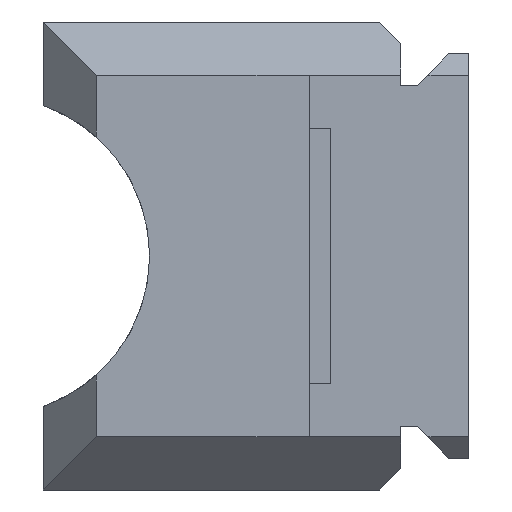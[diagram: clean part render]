
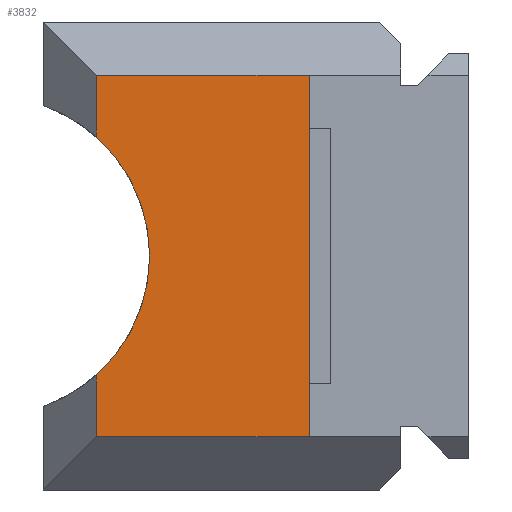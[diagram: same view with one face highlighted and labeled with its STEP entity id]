
A CAD part, left-side view. The second image highlights one B-rep face of the part: STEP entity #3832.
In plain terms, the highlighted planar face has unit normal (-1, 0, 0).
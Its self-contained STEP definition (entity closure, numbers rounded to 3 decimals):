
#15 = CARTESIAN_POINT ( 'NONE',  ( -152.903, 54.455, 33.18 ) ) ;
#64 = CARTESIAN_POINT ( 'NONE',  ( -152.903, 34.455, 0. ) ) ;
#86 = CARTESIAN_POINT ( 'NONE',  ( -152.903, 59.455, 44. ) ) ;
#120 = LINE ( 'NONE', #1626, #431 ) ;
#130 = ORIENTED_EDGE ( 'NONE', *, *, #2496, .F. ) ;
#139 = FACE_OUTER_BOUND ( 'NONE', #3705, .T. ) ;
#165 = CARTESIAN_POINT ( 'NONE',  ( -152.903, 54.455, 0. ) ) ;
#431 = VECTOR ( 'NONE', #1285, 1000. ) ;
#472 = EDGE_CURVE ( 'NONE', #4737, #2819, #120, .T. ) ;
#473 = ORIENTED_EDGE ( 'NONE', *, *, #3496, .T. ) ;
#503 = LINE ( 'NONE', #64, #2167 ) ;
#515 = CARTESIAN_POINT ( 'NONE',  ( -152.903, 64.455, 22. ) ) ;
#671 = VERTEX_POINT ( 'NONE', #2030 ) ;
#767 = VECTOR ( 'NONE', #2056, 1000. ) ;
#998 = ORIENTED_EDGE ( 'NONE', *, *, #472, .F. ) ;
#1205 = DIRECTION ( 'NONE',  ( 1., 0., 0. ) ) ;
#1285 = DIRECTION ( 'NONE',  ( 0., 0., 1. ) ) ;
#1344 = EDGE_CURVE ( 'NONE', #1776, #3468, #3318, .T. ) ;
#1403 = LINE ( 'NONE', #3256, #1646 ) ;
#1437 = CARTESIAN_POINT ( 'NONE',  ( -152.903, 19.455, 5. ) ) ;
#1468 = AXIS2_PLACEMENT_3D ( 'NONE', #86, #1205, #1595 ) ;
#1595 = DIRECTION ( 'NONE',  ( 0., 0., -1. ) ) ;
#1626 = CARTESIAN_POINT ( 'NONE',  ( -152.903, 54.455, 0. ) ) ;
#1646 = VECTOR ( 'NONE', #2890, 1000. ) ;
#1710 = VERTEX_POINT ( 'NONE', #2798 ) ;
#1744 = CARTESIAN_POINT ( 'NONE',  ( -152.903, 54.455, 39. ) ) ;
#1776 = VERTEX_POINT ( 'NONE', #2577 ) ;
#1996 = DIRECTION ( 'NONE',  ( 0., 1., 0. ) ) ;
#2020 = DIRECTION ( 'NONE',  ( 1., 0., 0. ) ) ;
#2030 = CARTESIAN_POINT ( 'NONE',  ( -152.903, 54.455, 10.82 ) ) ;
#2056 = DIRECTION ( 'NONE',  ( 0., 0., 1. ) ) ;
#2167 = VECTOR ( 'NONE', #4602, 1000. ) ;
#2325 = CIRCLE ( 'NONE', #4287, 15. ) ;
#2446 = ORIENTED_EDGE ( 'NONE', *, *, #1344, .F. ) ;
#2496 = EDGE_CURVE ( 'NONE', #3468, #671, #2738, .T. ) ;
#2556 = DIRECTION ( 'NONE',  ( 0., 1., 0. ) ) ;
#2577 = CARTESIAN_POINT ( 'NONE',  ( -152.903, 34.455, 5. ) ) ;
#2738 = LINE ( 'NONE', #165, #767 ) ;
#2798 = CARTESIAN_POINT ( 'NONE',  ( -152.903, 34.455, 39. ) ) ;
#2819 = VERTEX_POINT ( 'NONE', #1744 ) ;
#2890 = DIRECTION ( 'NONE',  ( 0., 1., 0. ) ) ;
#3256 = CARTESIAN_POINT ( 'NONE',  ( -152.903, 19.455, 39. ) ) ;
#3318 = LINE ( 'NONE', #1437, #4044 ) ;
#3468 = VERTEX_POINT ( 'NONE', #4682 ) ;
#3496 = EDGE_CURVE ( 'NONE', #1710, #2819, #1403, .T. ) ;
#3527 = ORIENTED_EDGE ( 'NONE', *, *, #4205, .T. ) ;
#3705 = EDGE_LOOP ( 'NONE', ( #4006, #473, #998, #3527, #130, #2446 ) ) ;
#3733 = EDGE_CURVE ( 'NONE', #1776, #1710, #503, .T. ) ;
#3832 = ADVANCED_FACE ( 'NONE', ( #139 ), #4554, .F. ) ;
#4006 = ORIENTED_EDGE ( 'NONE', *, *, #3733, .T. ) ;
#4044 = VECTOR ( 'NONE', #2556, 1000. ) ;
#4205 = EDGE_CURVE ( 'NONE', #4737, #671, #2325, .T. ) ;
#4287 = AXIS2_PLACEMENT_3D ( 'NONE', #515, #2020, #1996 ) ;
#4554 = PLANE ( 'NONE',  #1468 ) ;
#4602 = DIRECTION ( 'NONE',  ( 0., 0., 1. ) ) ;
#4682 = CARTESIAN_POINT ( 'NONE',  ( -152.903, 54.455, 5. ) ) ;
#4737 = VERTEX_POINT ( 'NONE', #15 ) ;
